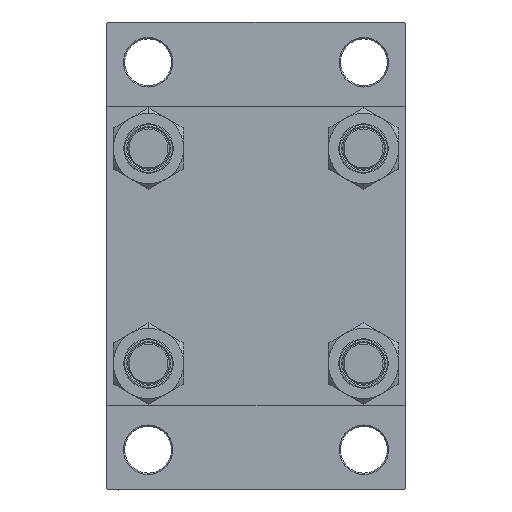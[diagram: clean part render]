
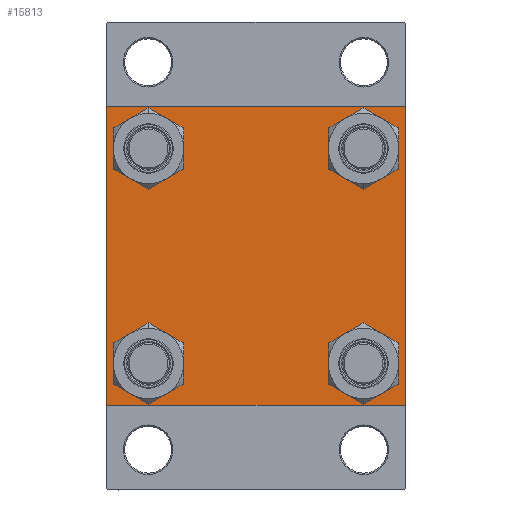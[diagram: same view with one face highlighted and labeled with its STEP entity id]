
A CAD part, left-side view. The second image highlights one B-rep face of the part: STEP entity #15813.
In plain terms, the highlighted planar face has unit normal (-1, 0, 0).
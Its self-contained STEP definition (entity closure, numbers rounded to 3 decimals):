
#846 = EDGE_CURVE ( 'NONE', #29955, #17880, #32324, .T. ) ;
#980 = ORIENTED_EDGE ( 'NONE', *, *, #1049, .T. ) ;
#1049 = EDGE_CURVE ( 'NONE', #15589, #41413, #26225, .T. ) ;
#1189 = AXIS2_PLACEMENT_3D ( 'NONE', #31751, #28109, #9598 ) ;
#1210 = EDGE_CURVE ( 'NONE', #31351, #4519, #34223, .T. ) ;
#1303 = LINE ( 'NONE', #8619, #20114 ) ;
#1800 = DIRECTION ( 'NONE',  ( 1., 0., 0. ) ) ;
#3040 = FACE_OUTER_BOUND ( 'NONE', #28043, .T. ) ;
#3174 = VECTOR ( 'NONE', #42235, 1000. ) ;
#3224 = VERTEX_POINT ( 'NONE', #21303 ) ;
#4488 = CIRCLE ( 'NONE', #30156, 8.5 ) ;
#4519 = VERTEX_POINT ( 'NONE', #21666 ) ;
#4646 = ORIENTED_EDGE ( 'NONE', *, *, #39223, .T. ) ;
#5408 = EDGE_LOOP ( 'NONE', ( #16089, #9717 ) ) ;
#5854 = VECTOR ( 'NONE', #20180, 1000. ) ;
#6516 = CARTESIAN_POINT ( 'NONE',  ( 0., 57.5, 57. ) ) ;
#6697 = FACE_BOUND ( 'NONE', #44649, .T. ) ;
#6939 = DIRECTION ( 'NONE',  ( -1., 0., 0. ) ) ;
#7240 = VERTEX_POINT ( 'NONE', #34197 ) ;
#7395 = DIRECTION ( 'NONE',  ( 0., -1., 0. ) ) ;
#7721 = CARTESIAN_POINT ( 'NONE',  ( 0., -57.25, 57.25 ) ) ;
#7747 = DIRECTION ( 'NONE',  ( 0., 0.707, -0.707 ) ) ;
#7864 = CARTESIAN_POINT ( 'NONE',  ( 0., 57.5, 57.5 ) ) ;
#8277 = CARTESIAN_POINT ( 'NONE',  ( 0., 41.35, -41.35 ) ) ;
#8619 = CARTESIAN_POINT ( 'NONE',  ( 0., -57.5, 57.5 ) ) ;
#9161 = ORIENTED_EDGE ( 'NONE', *, *, #846, .T. ) ;
#9598 = DIRECTION ( 'NONE',  ( 0., 0., 1. ) ) ;
#9717 = ORIENTED_EDGE ( 'NONE', *, *, #25974, .T. ) ;
#10580 = CARTESIAN_POINT ( 'NONE',  ( 0., 0., 0. ) ) ;
#10864 = DIRECTION ( 'NONE',  ( 0., 0., 1. ) ) ;
#11789 = ORIENTED_EDGE ( 'NONE', *, *, #27866, .T. ) ;
#12157 = LINE ( 'NONE', #35272, #5854 ) ;
#12546 = CARTESIAN_POINT ( 'NONE',  ( 0., 57.5, -57.5 ) ) ;
#13956 = CARTESIAN_POINT ( 'NONE',  ( 0., -41.35, -49.85 ) ) ;
#14271 = DIRECTION ( 'NONE',  ( 1., 0., 0. ) ) ;
#14419 = EDGE_CURVE ( 'NONE', #24583, #7240, #27347, .T. ) ;
#14792 = EDGE_CURVE ( 'NONE', #22995, #38566, #44431, .T. ) ;
#15265 = VERTEX_POINT ( 'NONE', #15292 ) ;
#15292 = CARTESIAN_POINT ( 'NONE',  ( 0., -41.35, 32.85 ) ) ;
#15361 = CARTESIAN_POINT ( 'NONE',  ( 0., 57., 57.5 ) ) ;
#15388 = AXIS2_PLACEMENT_3D ( 'NONE', #47303, #1800, #25172 ) ;
#15589 = VERTEX_POINT ( 'NONE', #42227 ) ;
#15813 = ADVANCED_FACE ( 'NONE', ( #25204, #40024, #6697, #36378, #3040 ), #17885, .T. ) ;
#15856 = CARTESIAN_POINT ( 'NONE',  ( 0., 41.35, -49.85 ) ) ;
#15876 = LINE ( 'NONE', #7864, #44963 ) ;
#16089 = ORIENTED_EDGE ( 'NONE', *, *, #14792, .T. ) ;
#16264 = DIRECTION ( 'NONE',  ( 0., -0.707, 0.707 ) ) ;
#17222 = CARTESIAN_POINT ( 'NONE',  ( 0., 41.35, 49.85 ) ) ;
#17456 = CARTESIAN_POINT ( 'NONE',  ( 0., 41.35, -41.35 ) ) ;
#17880 = VERTEX_POINT ( 'NONE', #35698 ) ;
#17885 = PLANE ( 'NONE',  #45979 ) ;
#18127 = DIRECTION ( 'NONE',  ( 0., 0., 1. ) ) ;
#19208 = CARTESIAN_POINT ( 'NONE',  ( 0., -57.25, -57.25 ) ) ;
#19305 = ORIENTED_EDGE ( 'NONE', *, *, #35768, .F. ) ;
#20114 = VECTOR ( 'NONE', #23462, 1000. ) ;
#20180 = DIRECTION ( 'NONE',  ( 0., -0.707, -0.707 ) ) ;
#20827 = DIRECTION ( 'NONE',  ( 1., 0., 0. ) ) ;
#21303 = CARTESIAN_POINT ( 'NONE',  ( 0., -57.5, -57. ) ) ;
#21666 = CARTESIAN_POINT ( 'NONE',  ( 0., -57., -57.5 ) ) ;
#22199 = CIRCLE ( 'NONE', #1189, 8.5 ) ;
#22995 = VERTEX_POINT ( 'NONE', #17222 ) ;
#23358 = VECTOR ( 'NONE', #40085, 1000. ) ;
#23386 = ORIENTED_EDGE ( 'NONE', *, *, #14419, .T. ) ;
#23447 = AXIS2_PLACEMENT_3D ( 'NONE', #17456, #14271, #10864 ) ;
#23462 = DIRECTION ( 'NONE',  ( 0., 0., -1. ) ) ;
#23824 = VERTEX_POINT ( 'NONE', #15361 ) ;
#23944 = CIRCLE ( 'NONE', #15388, 8.5 ) ;
#24000 = VERTEX_POINT ( 'NONE', #33584 ) ;
#24583 = VERTEX_POINT ( 'NONE', #15856 ) ;
#24890 = CARTESIAN_POINT ( 'NONE',  ( 0., 57., -57.5 ) ) ;
#25033 = EDGE_LOOP ( 'NONE', ( #29531, #11789 ) ) ;
#25172 = DIRECTION ( 'NONE',  ( 0., 0., 1. ) ) ;
#25204 = FACE_BOUND ( 'NONE', #25033, .T. ) ;
#25691 = VECTOR ( 'NONE', #7747, 1000. ) ;
#25737 = EDGE_CURVE ( 'NONE', #7240, #24583, #43864, .T. ) ;
#25974 = EDGE_CURVE ( 'NONE', #38566, #22995, #40002, .T. ) ;
#26225 = LINE ( 'NONE', #7721, #31910 ) ;
#27016 = DIRECTION ( 'NONE',  ( 1., 0., 0. ) ) ;
#27347 = CIRCLE ( 'NONE', #23447, 8.5 ) ;
#27364 = ORIENTED_EDGE ( 'NONE', *, *, #25737, .T. ) ;
#27508 = EDGE_CURVE ( 'NONE', #17880, #31351, #12157, .T. ) ;
#27866 = EDGE_CURVE ( 'NONE', #15265, #24000, #22199, .T. ) ;
#28043 = EDGE_LOOP ( 'NONE', ( #9161, #37737, #47515, #33645, #19305, #980, #36274, #47372 ) ) ;
#28109 = DIRECTION ( 'NONE',  ( 1., 0., 0. ) ) ;
#28581 = DIRECTION ( 'NONE',  ( 1., 0., 0. ) ) ;
#28823 = DIRECTION ( 'NONE',  ( 0., 0., 1. ) ) ;
#29163 = AXIS2_PLACEMENT_3D ( 'NONE', #43762, #33542, #43997 ) ;
#29196 = LINE ( 'NONE', #43771, #25691 ) ;
#29531 = ORIENTED_EDGE ( 'NONE', *, *, #33425, .T. ) ;
#29689 = AXIS2_PLACEMENT_3D ( 'NONE', #33862, #33630, #36550 ) ;
#29955 = VERTEX_POINT ( 'NONE', #6516 ) ;
#30156 = AXIS2_PLACEMENT_3D ( 'NONE', #42243, #20827, #35673 ) ;
#31351 = VERTEX_POINT ( 'NONE', #24890 ) ;
#31751 = CARTESIAN_POINT ( 'NONE',  ( 0., -41.35, 41.35 ) ) ;
#31764 = EDGE_LOOP ( 'NONE', ( #4646, #47454 ) ) ;
#31910 = VECTOR ( 'NONE', #33043, 1000. ) ;
#32324 = LINE ( 'NONE', #39601, #23358 ) ;
#33043 = DIRECTION ( 'NONE',  ( 0., 0.707, 0.707 ) ) ;
#33425 = EDGE_CURVE ( 'NONE', #24000, #15265, #4488, .T. ) ;
#33525 = CARTESIAN_POINT ( 'NONE',  ( 0., -57., 57.5 ) ) ;
#33542 = DIRECTION ( 'NONE',  ( 1., 0., 0. ) ) ;
#33584 = CARTESIAN_POINT ( 'NONE',  ( 0., -41.35, 49.85 ) ) ;
#33630 = DIRECTION ( 'NONE',  ( 1., 0., 0. ) ) ;
#33645 = ORIENTED_EDGE ( 'NONE', *, *, #41260, .T. ) ;
#33862 = CARTESIAN_POINT ( 'NONE',  ( 0., 41.35, 41.35 ) ) ;
#34197 = CARTESIAN_POINT ( 'NONE',  ( 0., 41.35, -32.85 ) ) ;
#34223 = LINE ( 'NONE', #12546, #3174 ) ;
#34900 = EDGE_CURVE ( 'NONE', #23824, #41413, #15876, .T. ) ;
#34976 = CIRCLE ( 'NONE', #35010, 8.5 ) ;
#35010 = AXIS2_PLACEMENT_3D ( 'NONE', #42918, #28581, #28823 ) ;
#35272 = CARTESIAN_POINT ( 'NONE',  ( 0., 57.25, -57.25 ) ) ;
#35673 = DIRECTION ( 'NONE',  ( 0., 0., 1. ) ) ;
#35698 = CARTESIAN_POINT ( 'NONE',  ( 0., 57.5, -57. ) ) ;
#35768 = EDGE_CURVE ( 'NONE', #15589, #3224, #1303, .T. ) ;
#36274 = ORIENTED_EDGE ( 'NONE', *, *, #34900, .F. ) ;
#36378 = FACE_BOUND ( 'NONE', #5408, .T. ) ;
#36550 = DIRECTION ( 'NONE',  ( 0., 0., 1. ) ) ;
#37704 = LINE ( 'NONE', #19208, #39558 ) ;
#37737 = ORIENTED_EDGE ( 'NONE', *, *, #27508, .T. ) ;
#38566 = VERTEX_POINT ( 'NONE', #47176 ) ;
#39223 = EDGE_CURVE ( 'NONE', #40029, #44353, #23944, .T. ) ;
#39558 = VECTOR ( 'NONE', #16264, 1000. ) ;
#39601 = CARTESIAN_POINT ( 'NONE',  ( 0., 57.5, 57.5 ) ) ;
#40002 = CIRCLE ( 'NONE', #29163, 8.5 ) ;
#40024 = FACE_BOUND ( 'NONE', #31764, .T. ) ;
#40029 = VERTEX_POINT ( 'NONE', #42921 ) ;
#40085 = DIRECTION ( 'NONE',  ( 0., 0., -1. ) ) ;
#41260 = EDGE_CURVE ( 'NONE', #4519, #3224, #37704, .T. ) ;
#41413 = VERTEX_POINT ( 'NONE', #33525 ) ;
#41835 = DIRECTION ( 'NONE',  ( 0., 0., 1. ) ) ;
#42227 = CARTESIAN_POINT ( 'NONE',  ( 0., -57.5, 57. ) ) ;
#42235 = DIRECTION ( 'NONE',  ( 0., -1., 0. ) ) ;
#42243 = CARTESIAN_POINT ( 'NONE',  ( 0., -41.35, 41.35 ) ) ;
#42918 = CARTESIAN_POINT ( 'NONE',  ( 0., -41.35, -41.35 ) ) ;
#42921 = CARTESIAN_POINT ( 'NONE',  ( 0., -41.35, -32.85 ) ) ;
#43762 = CARTESIAN_POINT ( 'NONE',  ( 0., 41.35, 41.35 ) ) ;
#43771 = CARTESIAN_POINT ( 'NONE',  ( 0., 57.25, 57.25 ) ) ;
#43864 = CIRCLE ( 'NONE', #47768, 8.5 ) ;
#43997 = DIRECTION ( 'NONE',  ( 0., 0., 1. ) ) ;
#44353 = VERTEX_POINT ( 'NONE', #13956 ) ;
#44431 = CIRCLE ( 'NONE', #29689, 8.5 ) ;
#44649 = EDGE_LOOP ( 'NONE', ( #27364, #23386 ) ) ;
#44963 = VECTOR ( 'NONE', #7395, 1000. ) ;
#45979 = AXIS2_PLACEMENT_3D ( 'NONE', #10580, #6939, #18127 ) ;
#47176 = CARTESIAN_POINT ( 'NONE',  ( 0., 41.35, 32.85 ) ) ;
#47303 = CARTESIAN_POINT ( 'NONE',  ( 0., -41.35, -41.35 ) ) ;
#47372 = ORIENTED_EDGE ( 'NONE', *, *, #48144, .T. ) ;
#47438 = EDGE_CURVE ( 'NONE', #44353, #40029, #34976, .T. ) ;
#47454 = ORIENTED_EDGE ( 'NONE', *, *, #47438, .T. ) ;
#47515 = ORIENTED_EDGE ( 'NONE', *, *, #1210, .T. ) ;
#47768 = AXIS2_PLACEMENT_3D ( 'NONE', #8277, #27016, #41835 ) ;
#48144 = EDGE_CURVE ( 'NONE', #23824, #29955, #29196, .T. ) ;
